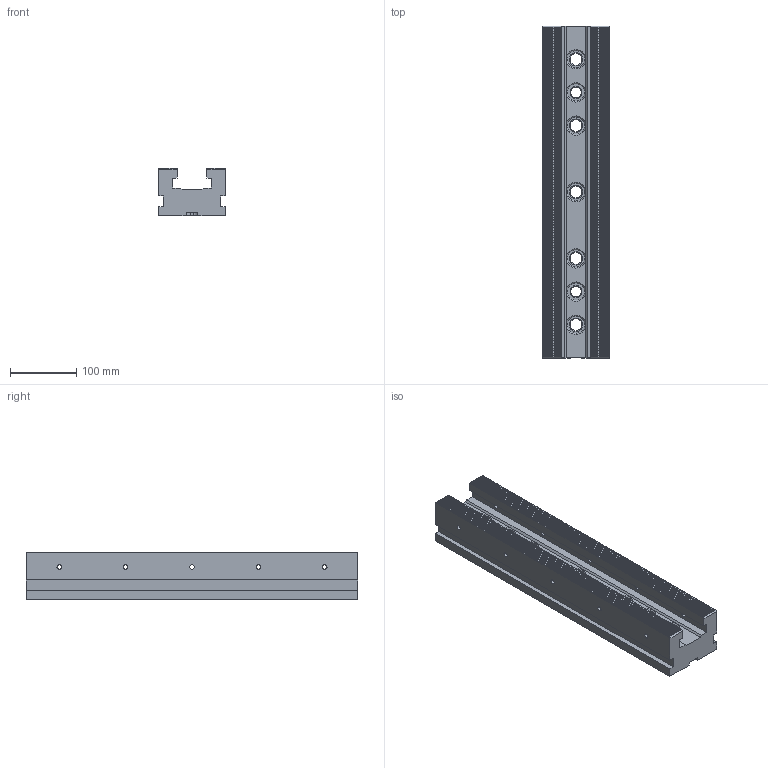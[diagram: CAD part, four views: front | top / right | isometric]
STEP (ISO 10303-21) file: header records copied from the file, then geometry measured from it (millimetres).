
FILE_DESCRIPTION( ( 'Unknown' ), '1' );
FILE_NAME( 'SVF-AB01-10050-100.stp', 'Unknown', ( 'Unknown' ), ( 'Unknown' ), 'PSStep 17.0.49', 'Unknown', ' ' );
FILE_SCHEMA( ( 'AUTOMOTIVE_DESIGN { 1 0 10303 214 1 1 1 1 }' ) );
Length unit declared in the file: millimetre
Products named in the file (1): 1
Bounding box: 100 x 500 x 72 mm (x, y, z)
Volume: 2543941.2 mm3; surface area: 265804.9 mm2
Topology: 1 solids, 1 shells, 1290 faces, 3846 edges, 2565 vertices
Faces by surface type: plane 1237, cylinder 30, cone 23
Full cylindrical faces by diameter (mm): 5 x2, 6.8 x10, 16 x2, 18 x5, 26 x7
Entity records: 52390 total; most frequent: CARTESIAN_POINT 7599, ORIENTED_EDGE 7538, DIRECTION 6432, EDGE_CURVE 3769, LINE 3688, VECTOR 3688, VERTEX_POINT 2539, EDGE_LOOP 1380
